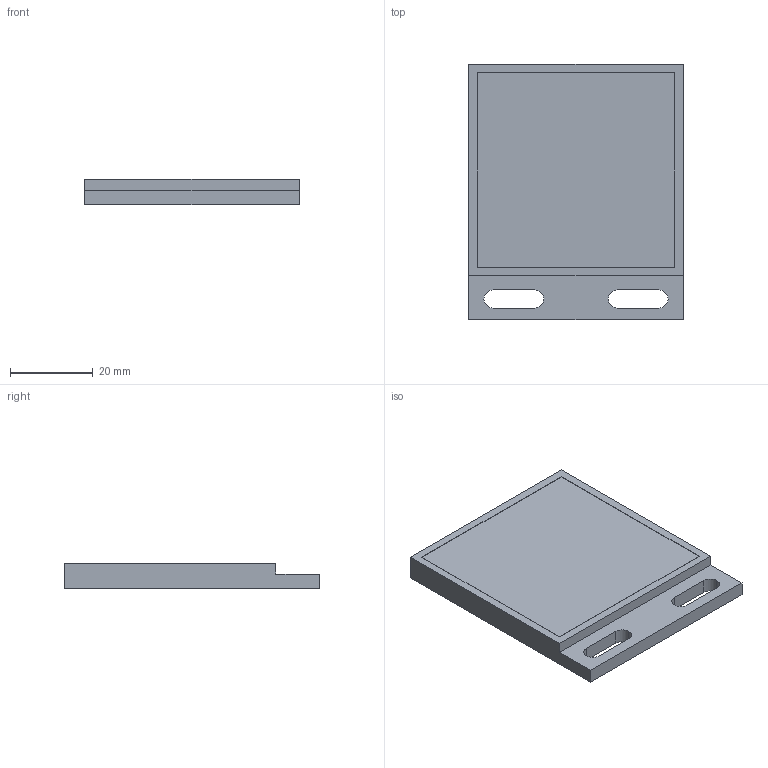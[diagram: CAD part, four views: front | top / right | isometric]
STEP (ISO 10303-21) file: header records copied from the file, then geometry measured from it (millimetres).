
FILE_DESCRIPTION (( 'STEP AP203' ), '1' );
FILE_NAME ('OUTSIDE-IAC-R9.STEP', '2014-08-21T10:19:29', ( 'IDEC' ), ( '' ), 'SwSTEP 2.0', 'SolidWorks 2012', '' );
FILE_SCHEMA (( 'CONFIG_CONTROL_DESIGN' ));
Length unit declared in the file: millimetre
Products named in the file (1): OUTSIDE-IAC-R9
Bounding box: 51.6 x 61.6 x 6.1 mm (x, y, z)
Volume: 17329 mm3; surface area: 7701.9 mm2
Topology: 1 solids, 1 shells, 23 faces, 60 edges, 40 vertices
Faces by surface type: plane 17, cylinder 6
Entity records: 791 total; most frequent: CARTESIAN_POINT 124, ORIENTED_EDGE 120, DIRECTION 120, EDGE_CURVE 60, VECTOR 48, LINE 48, VERTEX_POINT 40, AXIS2_PLACEMENT_3D 36
